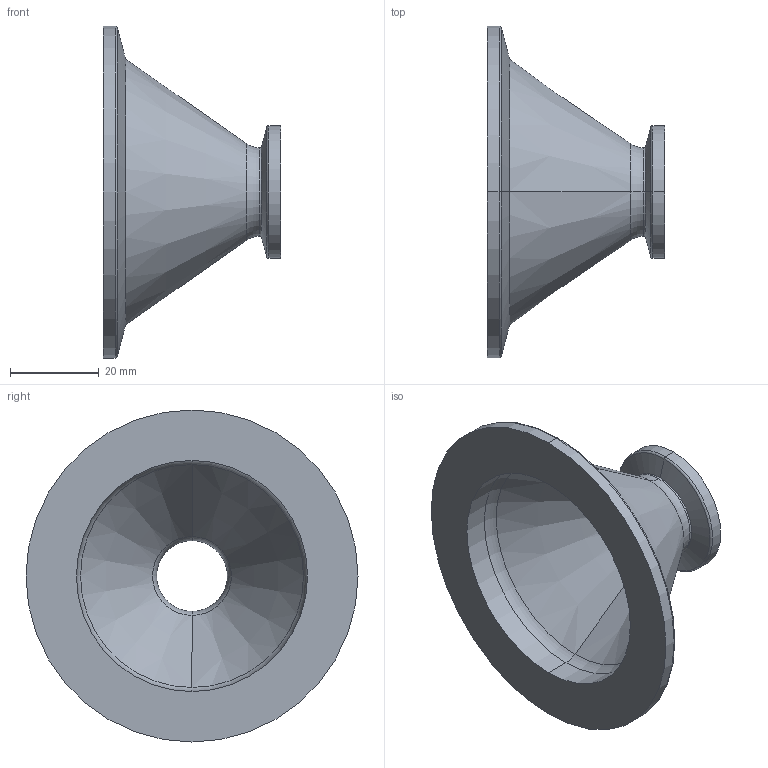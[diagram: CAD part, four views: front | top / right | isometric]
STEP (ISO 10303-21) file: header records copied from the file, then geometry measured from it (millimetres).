
FILE_DESCRIPTION (( 'STEP AP203' ), '1' );
FILE_NAME ('17210601052.STEP', '2018-09-30T05:16:00', ( '' ), ( '' ), 'SwSTEP 2.0', 'SolidWorks 2014', '' );
FILE_SCHEMA (( 'CONFIG_CONTROL_DESIGN' ));
Length unit declared in the file: millimetre
Products named in the file (1): 17210601052
Bounding box: 40 x 75 x 75 mm (x, y, z)
Volume: 20357 mm3; surface area: 15190 mm2
Topology: 1 solids, 1 shells, 33 faces, 66 edges, 36 vertices
Faces by surface type: cylinder 12, torus 10, cone 8, plane 3
Entity records: 935 total; most frequent: DIRECTION 180, CARTESIAN_POINT 136, ORIENTED_EDGE 132, AXIS2_PLACEMENT_3D 80, EDGE_CURVE 66, CIRCLE 46, VERTEX_POINT 36, EDGE_LOOP 36
